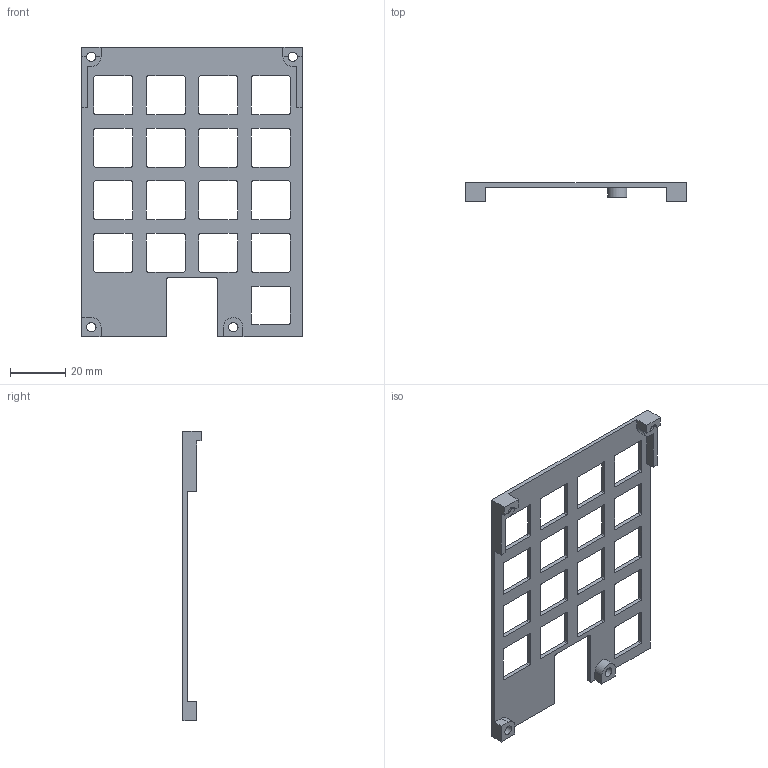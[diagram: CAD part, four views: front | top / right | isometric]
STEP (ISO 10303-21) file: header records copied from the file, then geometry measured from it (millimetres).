
FILE_DESCRIPTION(/* description */ ('STEP AP242 Edition 2','CAx-IF Rec.Pracs.---Representation and Presentation of Product Manufacturing Information (PMI)---4.0---2014-10-13','CAx-IF Rec.Pracs.---3D Tessellated Geometry---0.4---2014-09-14','2;1','CAx-IF Rec.Pracs.---User Defined Attributes---1.5---2016-08-15'),/* implementation_level */ '2;1');
FILE_NAME(/* name */ '693dd36bd62076508022cf6d',/* time_stamp */ '2025-12-13T20:58:20Z',/* author */ (''),/* organization */ (''),/* preprocessor_version */ 'ST-DEVELOPER v20',/* originating_system */ 'ONSHAPE BY PTC INC, 1.208',/* authorisation */ ' ');
FILE_SCHEMA (('AP242_MANAGED_MODEL_BASED_3D_ENGINEERING_MIM_LF { 1 0 10303 442 3 1 4 }'));
Length unit declared in the file: metre
Products named in the file (1): Plate
Bounding box: 80 x 6.6 x 105 mm (x, y, z)
Volume: 7741.3 mm3; surface area: 12193.2 mm2
Topology: 1 solids, 1 shells, 987 faces, 2744 edges, 1828 vertices
Faces by surface type: plane 481, bspline 290, cylinder 216
Full cylindrical faces by diameter (mm): 3.4 x4
Entity records: 32586 total; most frequent: CARTESIAN_POINT 8746, ORIENTED_EDGE 5480, DIRECTION 3990, EDGE_CURVE 2740, VERTEX_POINT 1828, LINE 1726, VECTOR 1726, AXIS2_PLACEMENT_3D 1132
